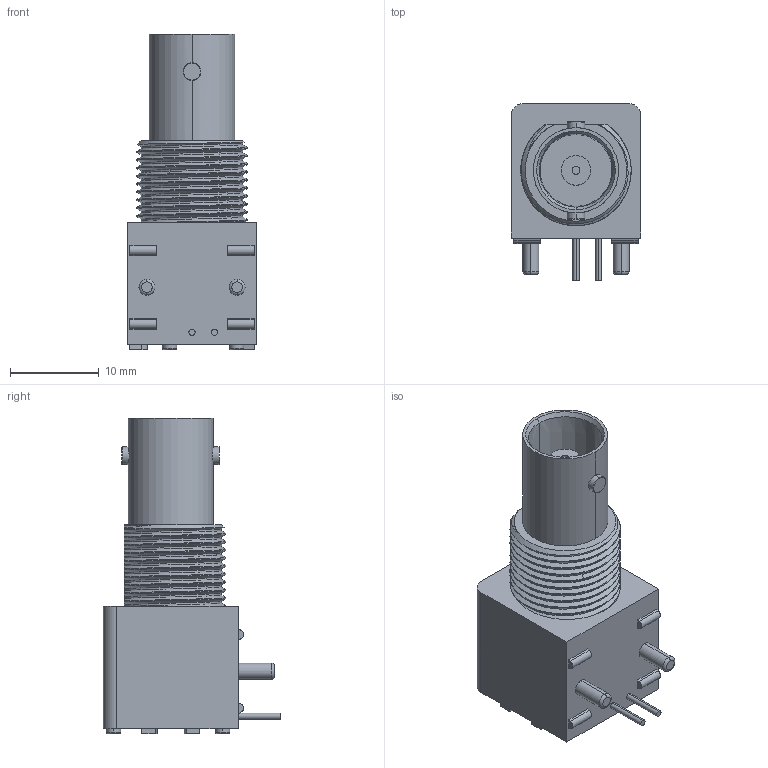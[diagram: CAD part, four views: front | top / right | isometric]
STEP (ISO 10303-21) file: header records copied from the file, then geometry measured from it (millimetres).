
FILE_DESCRIPTION((''),'2;1');
FILE_NAME('C-1-1634622-0','2016-11-17T',('workeradm'),('Tyco Electronics Ltd.'),'CREO PARAMETRIC BY PTC INC, 2016050','CREO PARAMETRIC BY PTC INC, 2016050','');
FILE_SCHEMA(('AUTOMOTIVE_DESIGN { 1 0 10303 214 1 1 1 1 }'));
Length unit declared in the file: millimetre
Products named in the file (1): C-1-1634622-0
Bounding box: 14.65 x 20 x 35.6 mm (x, y, z)
Volume: 4372.7 mm3; surface area: 2624.3 mm2
Topology: 1 solids, 1 shells, 178 faces, 429 edges, 275 vertices
Faces by surface type: cylinder 57, plane 56, bspline 42, torus 16, cone 7
Entity records: 18688 total; most frequent: CARTESIAN_POINT 14715, ORIENTED_EDGE 858, DIRECTION 715, EDGE_CURVE 429, VERTEX_POINT 275, AXIS2_PLACEMENT_3D 262, EDGE_LOOP 204, VECTOR 191
